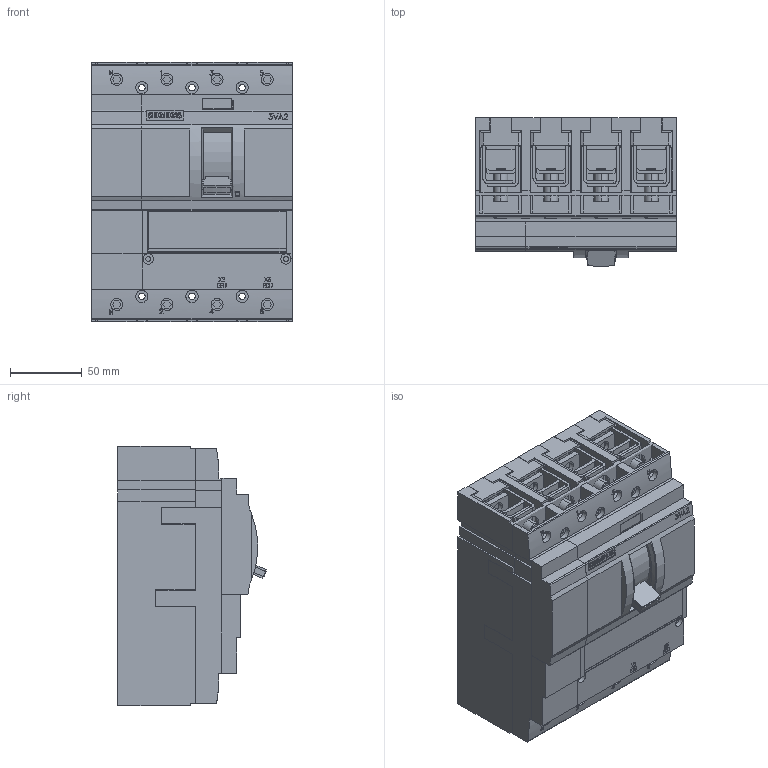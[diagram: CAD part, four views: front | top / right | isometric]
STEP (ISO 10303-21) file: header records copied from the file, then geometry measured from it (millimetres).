
FILE_DESCRIPTION(('no description'),'unknown implementation level');
FILE_NAME('3VA21xxxHN46_0104590_100__3D_v.stp',' ',('SIEMENS A&D'),('CADClick - KiM GmbH - www.kimweb.de'),'unknown preprocess','ACIS','unknown authorization');
FILE_SCHEMA(('automotive_design'));
Length unit declared in the file: millimetre
Products named in the file (10): 1; 2; 3; 4; 5; 6; 7; 8; 9; 10
Bounding box: 140 x 103.41 x 181 mm (x, y, z)
Volume: 1884577.8 mm3; surface area: 270190.2 mm2
Topology: 10 solids, 10 shells, 2599 faces, 7165 edges, 4720 vertices
Faces by surface type: plane 1973, cylinder 500, cone 66, torus 60
Entity records: 163512 total; most frequent: CARTESIAN_POINT 15534, STYLED_ITEM 14486, PRESENTATION_STYLE_ASSIGNMENT 14486, COLOUR_RGB 14486, ORIENTED_EDGE 14314, DIRECTION 13632, EDGE_CURVE 7157, CURVE_STYLE 7157
